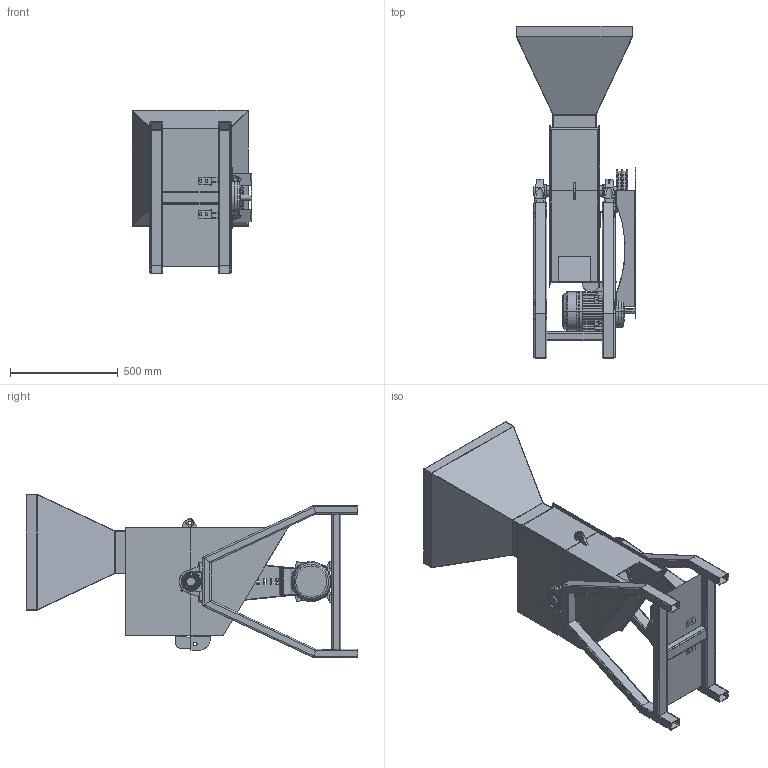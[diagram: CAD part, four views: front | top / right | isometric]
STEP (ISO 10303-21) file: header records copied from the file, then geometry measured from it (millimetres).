
FILE_DESCRIPTION(('FreeCAD Model'),'2;1');
FILE_NAME('Open CASCADE Shape Model','2025-05-07T17:29:43',('FreeCAD'),( 'FreeCAD'),'Open CASCADE STEP processor 7.6','FreeCAD','Unknown');
FILE_SCHEMA(('AUTOMOTIVE_DESIGN { 1 0 10303 214 1 1 1 1 }'));
Products named in the file (1): Open CASCADE STEP translator 7.6 1
Bounding box: 551.68 x 1537.07 x 757.49 mm (x, y, z)
Volume: 12944422.9 mm3; surface area: 9022560 mm2
Topology: 122 solids, 126 shells, 3500 faces, 9015 edges, 5797 vertices
Faces by surface type: bspline 3500
Entity records: 140009 total; most frequent: CARTESIAN_POINT 86374, ORIENTED_EDGE 17886, EDGE_CURVE 8955, B_SPLINE_CURVE_WITH_KNOTS 6768, VERTEX_POINT 5797, FACE_BOUND 4178, EDGE_LOOP 4178, ADVANCED_FACE 3500
